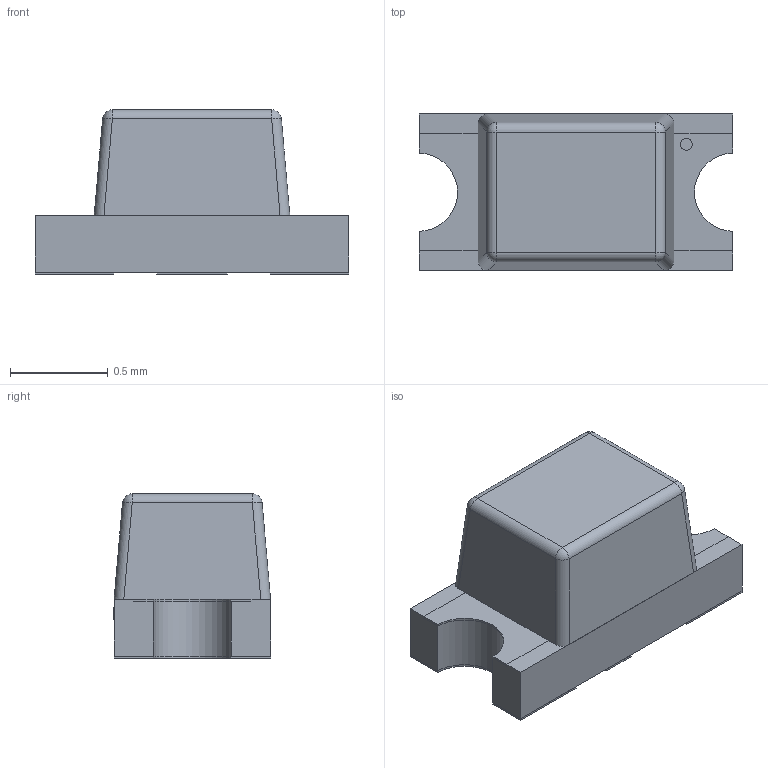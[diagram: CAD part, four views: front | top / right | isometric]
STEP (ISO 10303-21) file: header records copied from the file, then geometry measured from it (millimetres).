
FILE_DESCRIPTION(/* description */ (''),/* implementation_level */ '2;1');
FILE_NAME(/* name */ 'Osram Opto LO Q976-PS-25.stp',/* time_stamp */ '2021-12-21T17:46:15-04:00',/* author */ ('Alx'),/* organization */ (''),/* preprocessor_version */ 'ST-DEVELOPER v18.1',/* originating_system */ 'Autodesk Inventor 2021',/* authorisation */ '');
FILE_SCHEMA (('AUTOMOTIVE_DESIGN { 1 0 10303 214 3 1 1 }'));
Length unit declared in the file: millimetre
Products named in the file (1): Pieza5
Bounding box: 1.6 x 0.8 x 0.84 mm (x, y, z)
Volume: 0.7 mm3; surface area: 9.4 mm2
Topology: 13 solids, 13 shells, 158 faces, 384 edges, 252 vertices
Faces by surface type: plane 115, bspline 24, cylinder 15, sphere 4
Full cylindrical faces by diameter (mm): 0.061 x1
Entity records: 5017 total; most frequent: CARTESIAN_POINT 1339, ORIENTED_EDGE 768, DIRECTION 636, EDGE_CURVE 384, LINE 306, VECTOR 306, VERTEX_POINT 252, EDGE_LOOP 166
